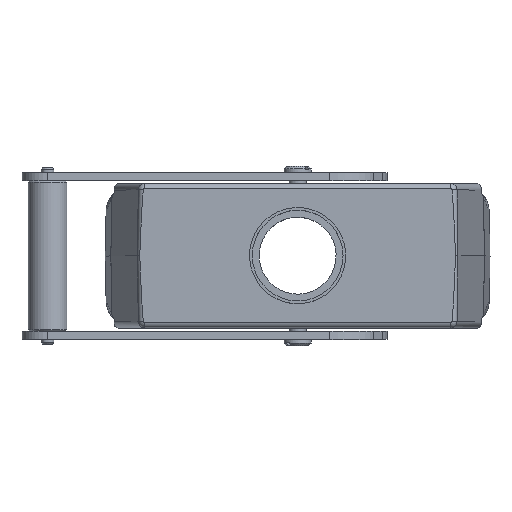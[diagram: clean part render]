
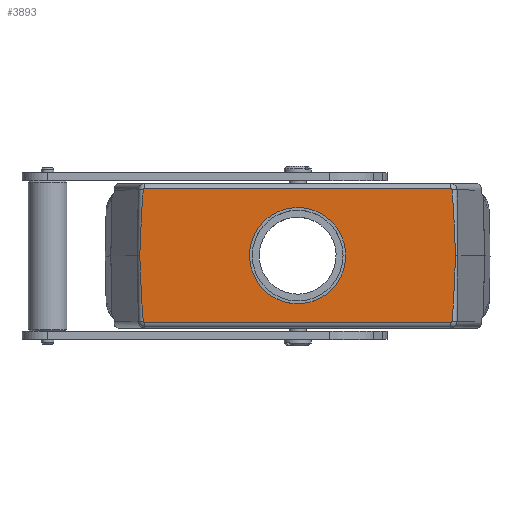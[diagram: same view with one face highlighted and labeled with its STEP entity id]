
A CAD part, top view. The second image highlights one B-rep face of the part: STEP entity #3893.
In plain terms, the highlighted planar face has unit normal (0, 0, 1).
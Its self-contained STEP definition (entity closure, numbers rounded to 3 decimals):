
#142=ELLIPSE('',#10355,114.609,2.);
#143=ELLIPSE('',#10360,114.609,2.);
#144=ELLIPSE('',#10370,114.609,2.);
#146=ELLIPSE('',#10375,114.609,2.);
#2152=LINE('',#13427,#2678);
#2156=LINE('',#13460,#2682);
#2678=VECTOR('',#11384,1.);
#2682=VECTOR('',#11422,1.);
#3893=ADVANCED_FACE('',(#4111,#4112),#9645,.T.);
#4111=FACE_BOUND('',#4607,.T.);
#4112=FACE_BOUND('',#4608,.T.);
#4607=EDGE_LOOP('',(#6611));
#4608=EDGE_LOOP('',(#6612,#6613,#6614,#6615,#6616,#6617,#6618,#6619,#6620,
#6621));
#6611=ORIENTED_EDGE('',*,*,#8331,.T.);
#6612=ORIENTED_EDGE('',*,*,#7606,.F.);
#6613=ORIENTED_EDGE('',*,*,#7612,.F.);
#6614=ORIENTED_EDGE('',*,*,#7618,.F.);
#6615=ORIENTED_EDGE('',*,*,#7624,.F.);
#6616=ORIENTED_EDGE('',*,*,#7629,.F.);
#6617=ORIENTED_EDGE('',*,*,#7626,.F.);
#6618=ORIENTED_EDGE('',*,*,#7620,.F.);
#6619=ORIENTED_EDGE('',*,*,#7614,.F.);
#6620=ORIENTED_EDGE('',*,*,#7608,.F.);
#6621=ORIENTED_EDGE('',*,*,#7602,.F.);
#6870=VERTEX_POINT('',#13414);
#6871=VERTEX_POINT('',#13416);
#6873=VERTEX_POINT('',#13422);
#6875=VERTEX_POINT('',#13428);
#6877=VERTEX_POINT('',#13434);
#6879=VERTEX_POINT('',#13440);
#6882=VERTEX_POINT('',#13447);
#6883=VERTEX_POINT('',#13452);
#6885=VERTEX_POINT('',#13458);
#6887=VERTEX_POINT('',#13464);
#7321=VERTEX_POINT('',#18202);
#7602=EDGE_CURVE('',#6870,#6871,#8453,.T.);
#7606=EDGE_CURVE('',#6873,#6870,#142,.T.);
#7608=EDGE_CURVE('',#6871,#6875,#2152,.T.);
#7612=EDGE_CURVE('',#6877,#6873,#143,.T.);
#7614=EDGE_CURVE('',#6875,#6879,#8458,.T.);
#7618=EDGE_CURVE('',#6882,#6877,#8462,.T.);
#7620=EDGE_CURVE('',#6879,#6883,#144,.T.);
#7624=EDGE_CURVE('',#6885,#6882,#2156,.T.);
#7626=EDGE_CURVE('',#6883,#6887,#146,.T.);
#7629=EDGE_CURVE('',#6887,#6885,#8466,.T.);
#8331=EDGE_CURVE('',#7321,#7321,#8564,.T.);
#8453=CIRCLE('',#10350,0.407);
#8458=CIRCLE('',#10362,0.407);
#8462=CIRCLE('',#10367,0.407);
#8466=CIRCLE('',#10378,0.407);
#8564=CIRCLE('',#10734,15.);
#9645=PLANE('',#10735);
#10350=AXIS2_PLACEMENT_3D('',#13415,#11369,#11370);
#10355=AXIS2_PLACEMENT_3D('',#13424,#11379,#11380);
#10360=AXIS2_PLACEMENT_3D('',#13436,#11392,#11393);
#10362=AXIS2_PLACEMENT_3D('',#13439,#11397,#11398);
#10367=AXIS2_PLACEMENT_3D('',#13448,#11407,#11408);
#10370=AXIS2_PLACEMENT_3D('',#13451,#11413,#11414);
#10375=AXIS2_PLACEMENT_3D('',#13463,#11426,#11427);
#10378=AXIS2_PLACEMENT_3D('',#13469,#11433,#11434);
#10734=AXIS2_PLACEMENT_3D('',#18201,#12550,#12551);
#10735=AXIS2_PLACEMENT_3D('',#18203,#12552,#12553);
#11369=DIRECTION('',(0.,0.,-1.));
#11370=DIRECTION('',(1.,0.,0.));
#11379=DIRECTION('',(0.,0.,-1.));
#11380=DIRECTION('',(-0.014,-1.,0.));
#11384=DIRECTION('',(1.,0.,0.));
#11392=DIRECTION('',(0.,0.,-1.));
#11393=DIRECTION('',(0.014,-1.,0.));
#11397=DIRECTION('',(0.,0.,-1.));
#11398=DIRECTION('',(1.,0.,0.));
#11407=DIRECTION('',(0.,0.,-1.));
#11408=DIRECTION('',(1.,0.,0.));
#11413=DIRECTION('',(0.,0.,-1.));
#11414=DIRECTION('',(0.014,-1.,0.));
#11422=DIRECTION('',(-1.,0.,0.));
#11426=DIRECTION('',(0.,0.,-1.));
#11427=DIRECTION('',(-0.014,-1.,0.));
#11433=DIRECTION('',(0.,0.,-1.));
#11434=DIRECTION('',(1.,0.,0.));
#12550=DIRECTION('',(0.,0.,-1.));
#12551=DIRECTION('',(0.393,-0.919,0.));
#12552=DIRECTION('',(0.,0.,1.));
#12553=DIRECTION('',(1.,0.,0.));
#13414=CARTESIAN_POINT('',(-48.158,20.54,66.45));
#13415=CARTESIAN_POINT('',(-47.753,20.5,66.45));
#13416=CARTESIAN_POINT('',(-47.753,20.907,66.45));
#13422=CARTESIAN_POINT('',(-49.249,0.,66.45));
#13424=CARTESIAN_POINT('',(-49.368,-91.681,66.45));
#13427=CARTESIAN_POINT('',(-53.287,20.907,66.45));
#13428=CARTESIAN_POINT('',(47.753,20.907,66.45));
#13434=CARTESIAN_POINT('',(-48.158,-20.54,66.45));
#13436=CARTESIAN_POINT('',(-49.368,91.681,66.45));
#13439=CARTESIAN_POINT('',(47.753,20.5,66.45));
#13440=CARTESIAN_POINT('',(48.158,20.54,66.45));
#13447=CARTESIAN_POINT('',(-47.753,-20.907,66.45));
#13448=CARTESIAN_POINT('',(-47.753,-20.5,66.45));
#13451=CARTESIAN_POINT('',(49.368,-91.681,66.45));
#13452=CARTESIAN_POINT('',(49.249,0.,66.45));
#13458=CARTESIAN_POINT('',(47.753,-20.907,66.45));
#13460=CARTESIAN_POINT('',(-49.697,-20.907,66.45));
#13463=CARTESIAN_POINT('',(49.368,91.681,66.45));
#13464=CARTESIAN_POINT('',(48.158,-20.54,66.45));
#13469=CARTESIAN_POINT('',(47.753,-20.5,66.45));
#18201=CARTESIAN_POINT('',(0.,0.,66.45));
#18202=CARTESIAN_POINT('',(5.902,-13.79,66.45));
#18203=CARTESIAN_POINT('',(-55.,-24.,66.45));
